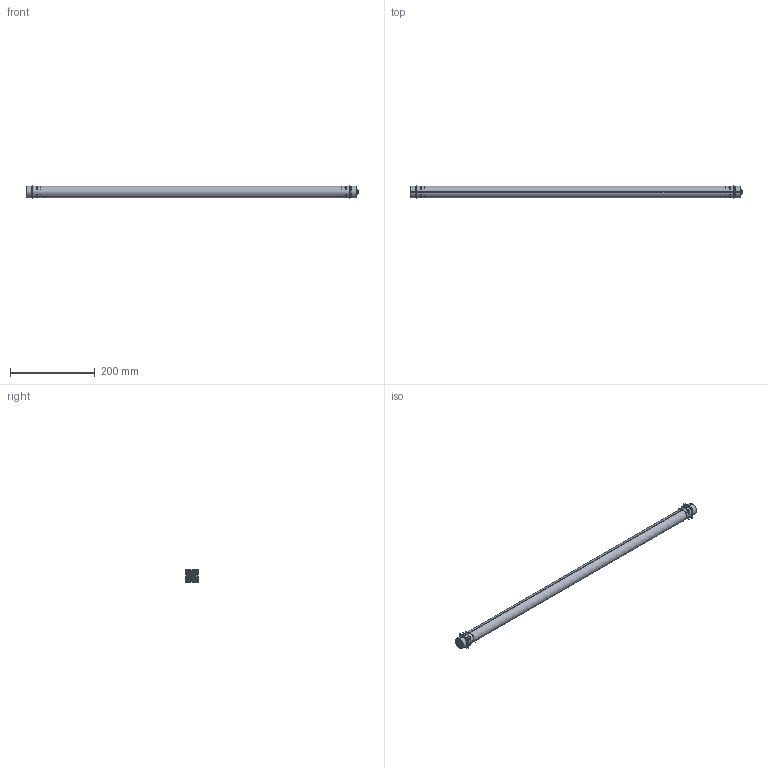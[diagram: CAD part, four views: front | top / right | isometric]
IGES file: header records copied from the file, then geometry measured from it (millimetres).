
Start section:  PTC IGES file: 185266.igs
Global section: file name: 185266.igs; native system: Creo Parametric by Parametric Technology Corporation; preprocessor: 2016010; author: pdmadmin; organization: Unknown; date: 20160809.094945; units: millimetre
Bounding box: 782.86 x 28.8 x 28.8 mm (x, y, z)
Volume: 100666 mm3; surface area: 584011.1 mm2
Topology: 10 solids, 10 shells, 1726 faces, 8610 edges, 10837 vertices
Faces by surface type: revolution 876, bspline 850
